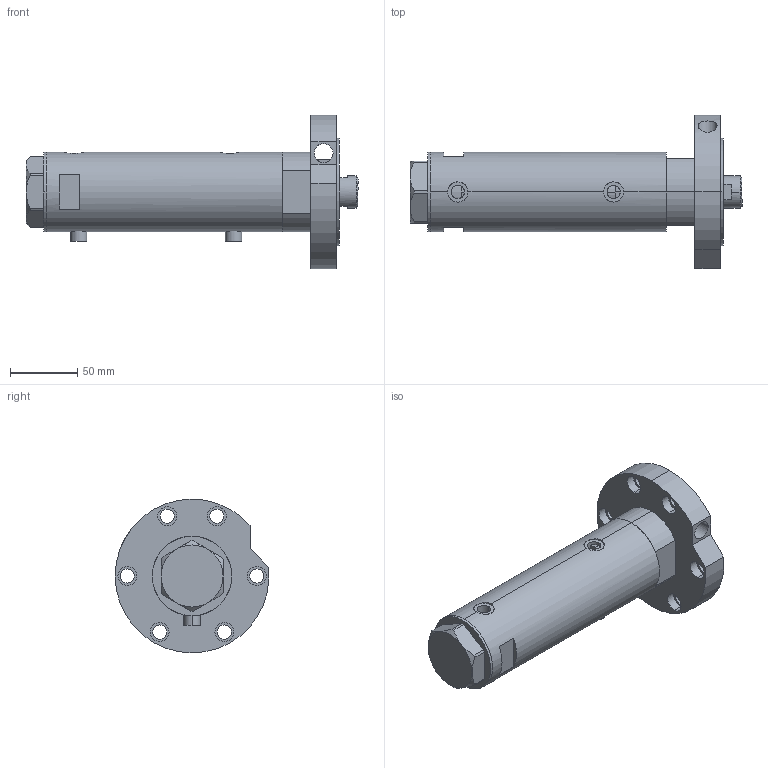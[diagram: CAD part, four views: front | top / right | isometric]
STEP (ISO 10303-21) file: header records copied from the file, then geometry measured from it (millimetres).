
FILE_DESCRIPTION (( 'STEP AP203' ), '1' );
FILE_NAME ('658d.STEP', '2025-01-12T13:26:26', ( '' ), ( '' ), 'SwSTEP 2.0', 'SolidWorks 2019', '' );
FILE_SCHEMA (( 'CONFIG_CONTROL_DESIGN' ));
Length unit declared in the file: millimetre
Products named in the file (6): V270CG_VC 894a58d557d36accd52720f21aafdf3e; 658d; V270CG_MIDDLE 894a58d557d36accd52720f21aafdf3e; V270CG_FRONT 894a58d557d36accd52720f21aafdf3e; V270CG_RF211E 894a58d557d36accd52720f21aafdf3e; V270CG_BACK 894a58d557d36accd52720f21aafdf3e
Assembly tree (5 placements, depth 2):
  658d
    V270CG_MIDDLE 894a58d557d36accd52720f21aafdf3e
    V270CG_BACK 894a58d557d36accd52720f21aafdf3e
    V270CG_FRONT 894a58d557d36accd52720f21aafdf3e
    V270CG_VC 894a58d557d36accd52720f21aafdf3e
    V270CG_RF211E 894a58d557d36accd52720f21aafdf3e
Bounding box: 246.2 x 113.92 x 114 mm (x, y, z)
Volume: 712949.5 mm3; surface area: 148023.5 mm2
Topology: 5 solids, 5 shells, 164 faces, 381 edges, 239 vertices
Faces by surface type: cylinder 82, plane 62, cone 16, torus 4
Entity records: 6096 total; most frequent: CARTESIAN_POINT 1599, DIRECTION 869, ORIENTED_EDGE 758, EDGE_CURVE 379, AXIS2_PLACEMENT_3D 356, VERTEX_POINT 239, EDGE_LOOP 204, CIRCLE 184
